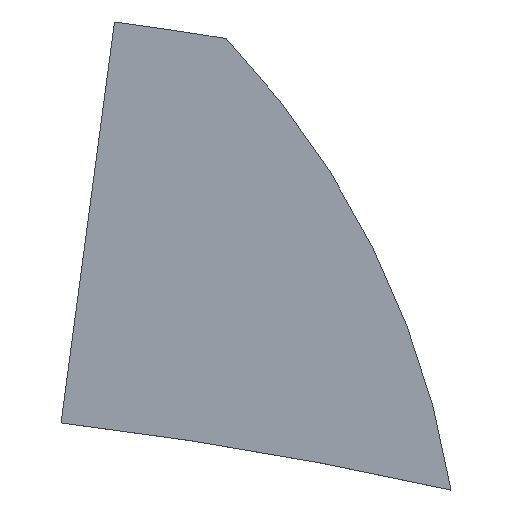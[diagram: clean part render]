
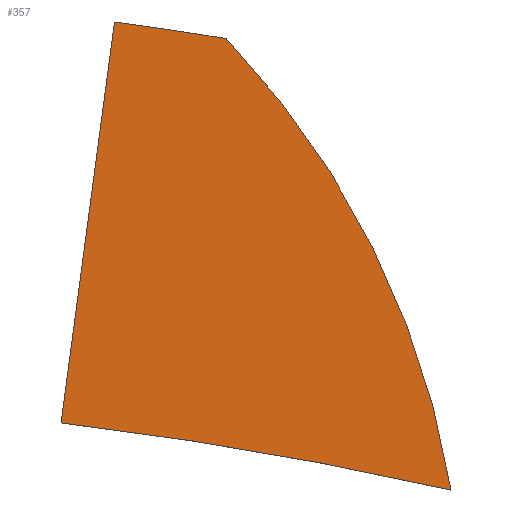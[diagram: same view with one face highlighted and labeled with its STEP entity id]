
A CAD part, top view. The second image highlights one B-rep face of the part: STEP entity #357.
In plain terms, the highlighted planar face has unit normal (0, 0, 1).
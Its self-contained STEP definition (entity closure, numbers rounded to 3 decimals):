
#252=CARTESIAN_POINT('',(258.219,246.462,9.0));
#253=VERTEX_POINT('',#252);
#254=CARTESIAN_POINT('',(352.318,57.569,9.0));
#255=VERTEX_POINT('',#254);
#256=CARTESIAN_POINT('',(0.0,-0.057,9.0));
#257=DIRECTION('',(0.0,0.0,-1.));
#258=DIRECTION('',(-0.987,-0.161,0.0));
#259=AXIS2_PLACEMENT_3D('',#256,#257,#258);
#260=CIRCLE('',#259,357.);
#261=EDGE_CURVE('',#253,#255,#260,.T.);
#284=CARTESIAN_POINT('',(189.17,85.609,9.0));
#285=VERTEX_POINT('',#284);
#286=CARTESIAN_POINT('',(0.,-1503.672,9.0));
#287=DIRECTION('',(0.0,0.0,1.));
#288=DIRECTION('',(0.22,0.975,0.0));
#289=AXIS2_PLACEMENT_3D('',#286,#287,#288);
#290=CIRCLE('',#289,1600.5);
#291=EDGE_CURVE('',#255,#285,#290,.T.);
#311=CARTESIAN_POINT('',(211.5,253.398,9.0));
#312=VERTEX_POINT('',#311);
#313=CARTESIAN_POINT('',(189.17,85.609,9.0));
#314=DIRECTION('',(0.132,0.991,0.0));
#315=VECTOR('',#314,169.268);
#316=LINE('',#313,#315);
#317=EDGE_CURVE('',#285,#312,#316,.T.);
#335=CARTESIAN_POINT('',(0.,-1332.057,9.0));
#336=DIRECTION('',(0.0,0.0,-1.0));
#337=DIRECTION('',(-0.161,-0.987,0.0));
#338=AXIS2_PLACEMENT_3D('',#335,#336,#337);
#339=CIRCLE('',#338,1599.5);
#340=EDGE_CURVE('',#312,#253,#339,.T.);
#346=CARTESIAN_POINT('',(263.454,144.29,9.0));
#347=DIRECTION('',(0.0,0.0,1.0));
#348=DIRECTION('',(1.0,0.0,0.0));
#349=AXIS2_PLACEMENT_3D('',#346,#347,#348);
#350=PLANE('',#349);
#351=ORIENTED_EDGE('',*,*,#291,.F.);
#352=ORIENTED_EDGE('',*,*,#261,.F.);
#353=ORIENTED_EDGE('',*,*,#340,.F.);
#354=ORIENTED_EDGE('',*,*,#317,.F.);
#355=EDGE_LOOP('',(#351,#352,#353,#354));
#356=FACE_OUTER_BOUND('',#355,.T.);
#357=ADVANCED_FACE('',(#356),#350,.T.);
